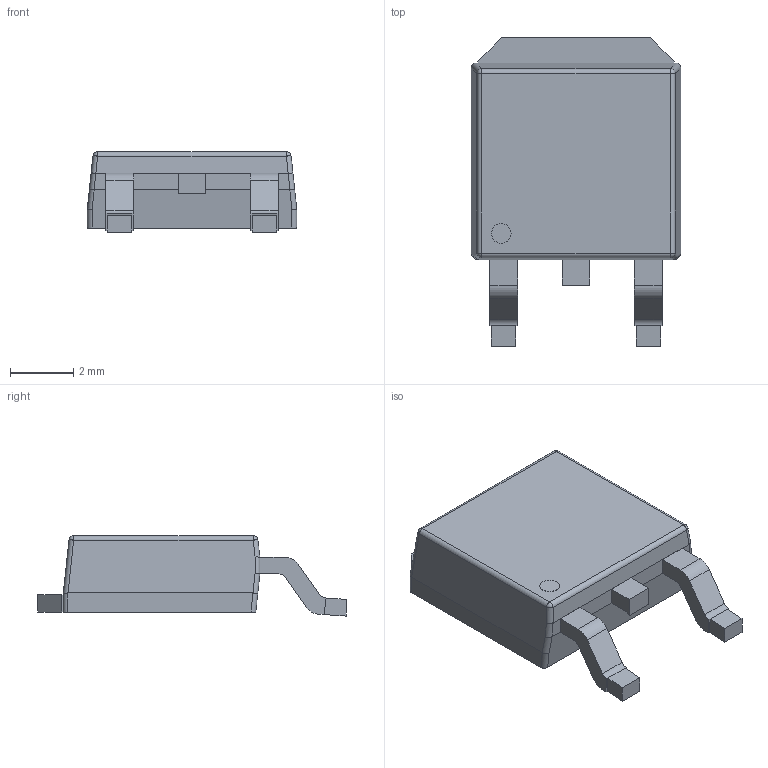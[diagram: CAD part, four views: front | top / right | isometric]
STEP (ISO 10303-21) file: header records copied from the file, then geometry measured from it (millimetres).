
FILE_DESCRIPTION (( 'STEP AP214' ), '1' );
FILE_NAME ('LD1086DT50TR_1.STEP', '2022-12-11T17:21:08', ( '' ), ( '' ), 'SwSTEP 2.0', 'SolidWorks 2022', '' );
FILE_SCHEMA (( 'AUTOMOTIVE_DESIGN' ));
Length unit declared in the file: millimetre
Products named in the file (1): LD1086DT50TR_1
Bounding box: 6.6 x 9.72 x 2.53 mm (x, y, z)
Volume: 100.1 mm3; surface area: 225.7 mm2
Topology: 6 solids, 6 shells, 98 faces, 237 edges, 152 vertices
Faces by surface type: plane 65, cylinder 29, sphere 4
Entity records: 3494 total; most frequent: CARTESIAN_POINT 572, ORIENTED_EDGE 474, DIRECTION 455, EDGE_CURVE 237, VECTOR 177, LINE 177, VERTEX_POINT 152, AXIS2_PLACEMENT_3D 139
